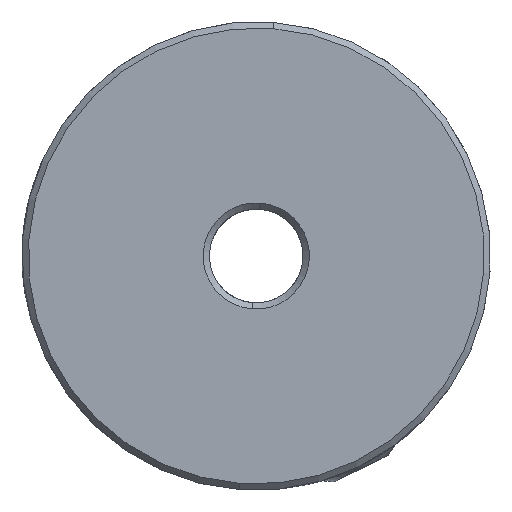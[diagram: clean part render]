
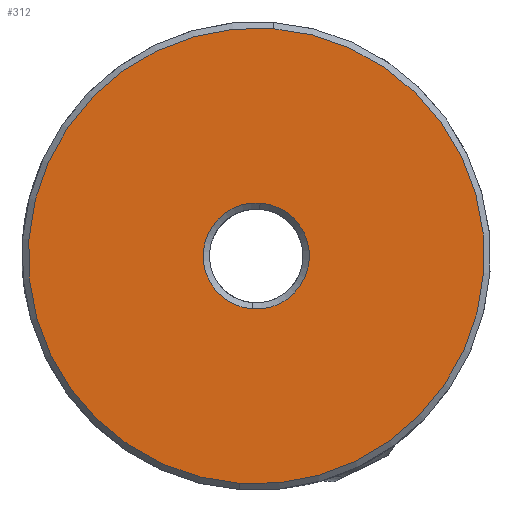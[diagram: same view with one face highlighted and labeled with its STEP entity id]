
A CAD part, left-side view. The second image highlights one B-rep face of the part: STEP entity #312.
In plain terms, the highlighted planar face has unit normal (-1, 0, 0).
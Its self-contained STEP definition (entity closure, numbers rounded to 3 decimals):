
#312=ADVANCED_FACE('',(#893,#894),#895,.F.);
#893=FACE_OUTER_BOUND('',#1941,.T.);
#894=FACE_BOUND('',#1942,.T.);
#895=PLANE('',#1943);
#1941=EDGE_LOOP('',(#4165,#4166));
#1942=EDGE_LOOP('',(#4167,#4168));
#1943=AXIS2_PLACEMENT_3D('',#4169,#4170,#4171);
#4165=ORIENTED_EDGE('',*,*,#4977,.F.);
#4166=ORIENTED_EDGE('',*,*,#4805,.F.);
#4167=ORIENTED_EDGE('',*,*,#4988,.F.);
#4168=ORIENTED_EDGE('',*,*,#4783,.F.);
#4169=CARTESIAN_POINT('',(-5.038,2.55,0.));
#4170=DIRECTION('',(1.0,0.0,0.0));
#4171=DIRECTION('',(0.0,0.0,-1.0));
#4783=EDGE_CURVE('',#5738,#5741,#5742,.T.);
#4805=EDGE_CURVE('',#5774,#5776,#5777,.T.);
#4977=EDGE_CURVE('',#5776,#5774,#6050,.T.);
#4988=EDGE_CURVE('',#5741,#5738,#6063,.T.);
#5738=VERTEX_POINT('',#7240);
#5741=VERTEX_POINT('',#7244);
#5742=CIRCLE('',#7245,1.7);
#5774=VERTEX_POINT('',#7325);
#5776=VERTEX_POINT('',#7328);
#5777=CIRCLE('',#7329,7.3);
#6050=CIRCLE('',#7617,7.3);
#6063=CIRCLE('',#7678,1.7);
#7240=CARTESIAN_POINT('',(-5.038,2.675,-1.695));
#7244=CARTESIAN_POINT('',(-5.038,2.425,1.695));
#7245=AXIS2_PLACEMENT_3D('',#8845,#8846,#8847);
#7325=CARTESIAN_POINT('',(-5.038,3.085,-7.28));
#7328=CARTESIAN_POINT('',(-5.038,2.015,7.28));
#7329=AXIS2_PLACEMENT_3D('',#8883,#8884,#8885);
#7617=AXIS2_PLACEMENT_3D('',#9369,#9370,#9371);
#7678=AXIS2_PLACEMENT_3D('',#9394,#9395,#9396);
#8845=CARTESIAN_POINT('',(-5.038,2.55,0.));
#8846=DIRECTION('',(-1.0,0.0,0.0));
#8847=DIRECTION('',(0.0,0.073,-0.997));
#8883=CARTESIAN_POINT('',(-5.038,2.55,0.));
#8884=DIRECTION('',(1.0,0.0,0.0));
#8885=DIRECTION('',(0.0,0.073,-0.997));
#9369=CARTESIAN_POINT('',(-5.038,2.55,0.));
#9370=DIRECTION('',(1.0,0.0,0.0));
#9371=DIRECTION('',(0.0,0.073,-0.997));
#9394=CARTESIAN_POINT('',(-5.038,2.55,0.));
#9395=DIRECTION('',(-1.0,0.0,0.0));
#9396=DIRECTION('',(0.0,0.073,-0.997));
